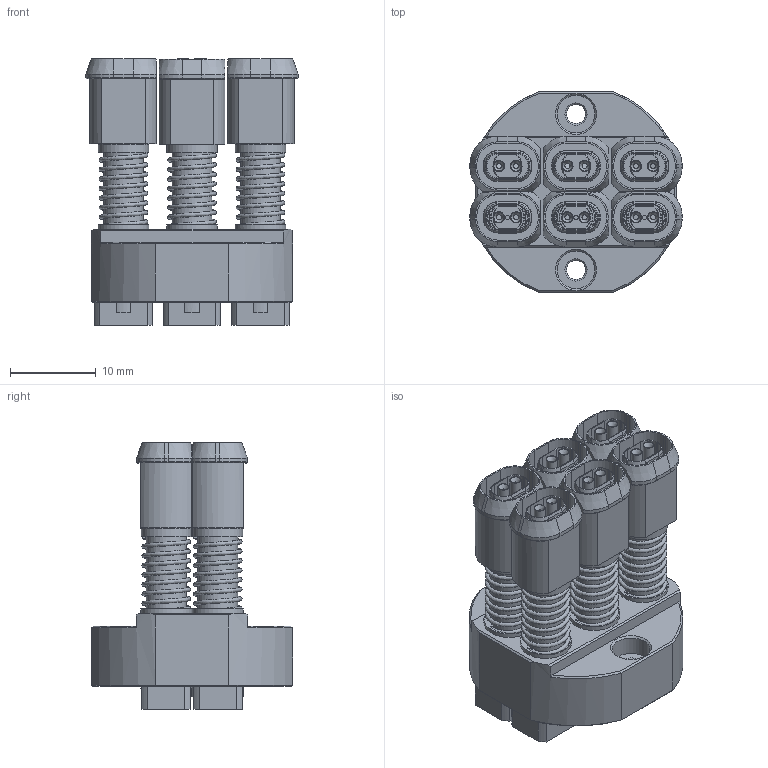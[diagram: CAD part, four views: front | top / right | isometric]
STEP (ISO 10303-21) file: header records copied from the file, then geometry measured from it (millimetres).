
FILE_DESCRIPTION (( 'STEP AP214' ), '1' );
FILE_NAME ('MOD-1119247-HF77-0003BG06-1.STEP', '2023-11-07T13:39:51', ( '' ), ( '' ), 'SwSTEP 2.0', 'SolidWorks 2020', '' );
FILE_SCHEMA (( 'AUTOMOTIVE_DESIGN' ));
Length unit declared in the file: millimetre
Products named in the file (1): MOD-1119247-HF77-0003BG06-1
Bounding box: 24.8 x 23.5 x 31.16 mm (x, y, z)
Volume: 6434.2 mm3; surface area: 10087.3 mm2
Topology: 25 solids, 37 shells, 2533 faces, 6567 edges, 4206 vertices
Faces by surface type: plane 1380, cylinder 705, cone 427, sphere 12, bspline 9
Full cylindrical faces by diameter (mm): 0.35 x6, 0.5 x3, 0.51 x12, 0.53 x18, 0.54 x12, 0.6 x12, 0.75 x12, 0.77 x6, 0.78 x24, 0.8 x12, 0.82 x12, 1.3 x24, 1.4 x6, 2.2 x2, 3.74 x3, 3.92 x6, 3.94 x6, 4.4 x4, 4.65 x12, 4.67 x6, 4.712 x3, 5.12 x3, 5.86 x6, 5.95 x6
Entity records: 107255 total; most frequent: CARTESIAN_POINT 22940, DIRECTION 12430, ORIENTED_EDGE 12106, EDGE_CURVE 6053, AXIS2_PLACEMENT_3D 4673, VERTEX_POINT 4063, EDGE_LOOP 3098, VECTOR 3084
